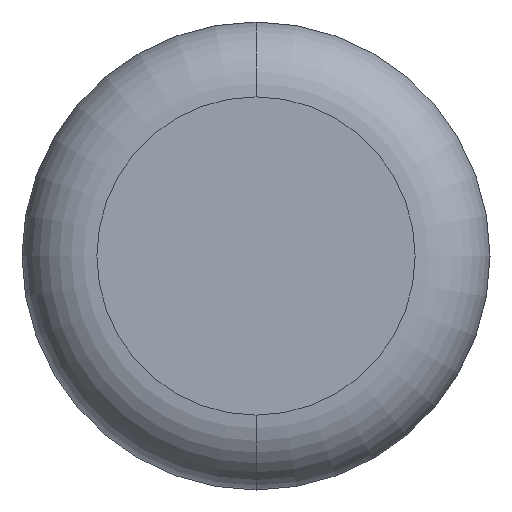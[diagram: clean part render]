
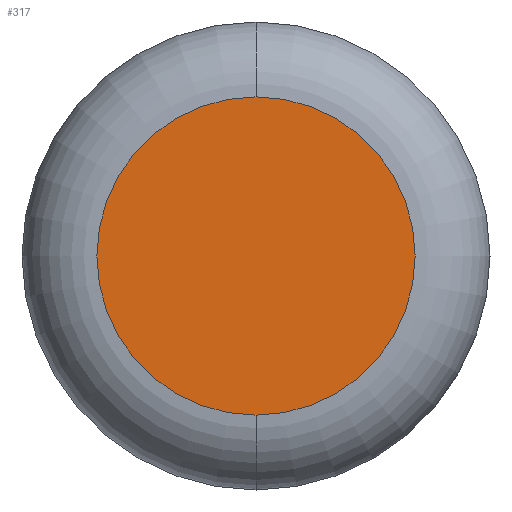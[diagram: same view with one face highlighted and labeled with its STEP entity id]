
A CAD part, front view. The second image highlights one B-rep face of the part: STEP entity #317.
In plain terms, the highlighted planar face has unit normal (0, -1, 0).
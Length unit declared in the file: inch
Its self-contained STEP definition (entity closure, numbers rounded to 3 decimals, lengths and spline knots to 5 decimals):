
#1 = DIRECTION ( 'NONE',  ( 0., 0., -1. ) ) ;
#19 = CARTESIAN_POINT ( 'NONE',  ( 0., 0., 0. ) ) ;
#45 = AXIS2_PLACEMENT_3D ( 'NONE', #19, #288, #290 ) ;
#80 = EDGE_CURVE ( 'NONE', #284, #337, #248, .T. ) ;
#89 = EDGE_LOOP ( 'NONE', ( #192, #184 ) ) ;
#101 = PLANE ( 'NONE',  #45 ) ;
#136 = CARTESIAN_POINT ( 'NONE',  ( 0., 0., 0. ) ) ;
#153 = AXIS2_PLACEMENT_3D ( 'NONE', #225, #222, #339 ) ;
#172 = DIRECTION ( 'NONE',  ( 0., -1., 0. ) ) ;
#184 = ORIENTED_EDGE ( 'NONE', *, *, #199, .T. ) ;
#192 = ORIENTED_EDGE ( 'NONE', *, *, #80, .T. ) ;
#199 = EDGE_CURVE ( 'NONE', #337, #284, #274, .T. ) ;
#222 = DIRECTION ( 'NONE',  ( 0., -1., 0. ) ) ;
#225 = CARTESIAN_POINT ( 'NONE',  ( 0., 0., 0. ) ) ;
#248 = CIRCLE ( 'NONE', #153, 0.06375 ) ;
#262 = AXIS2_PLACEMENT_3D ( 'NONE', #136, #172, #1 ) ;
#274 = CIRCLE ( 'NONE', #262, 0.06375 ) ;
#284 = VERTEX_POINT ( 'NONE', #373 ) ;
#286 = FACE_OUTER_BOUND ( 'NONE', #89, .T. ) ;
#288 = DIRECTION ( 'NONE',  ( 0., -1., 0. ) ) ;
#290 = DIRECTION ( 'NONE',  ( 0., 0., -1. ) ) ;
#317 = ADVANCED_FACE ( 'NONE', ( #286 ), #101, .T. ) ;
#333 = CARTESIAN_POINT ( 'NONE',  ( 0., 0., 0.06375 ) ) ;
#337 = VERTEX_POINT ( 'NONE', #333 ) ;
#339 = DIRECTION ( 'NONE',  ( 0., 0., -1. ) ) ;
#373 = CARTESIAN_POINT ( 'NONE',  ( 0., 0., -0.06375 ) ) ;
